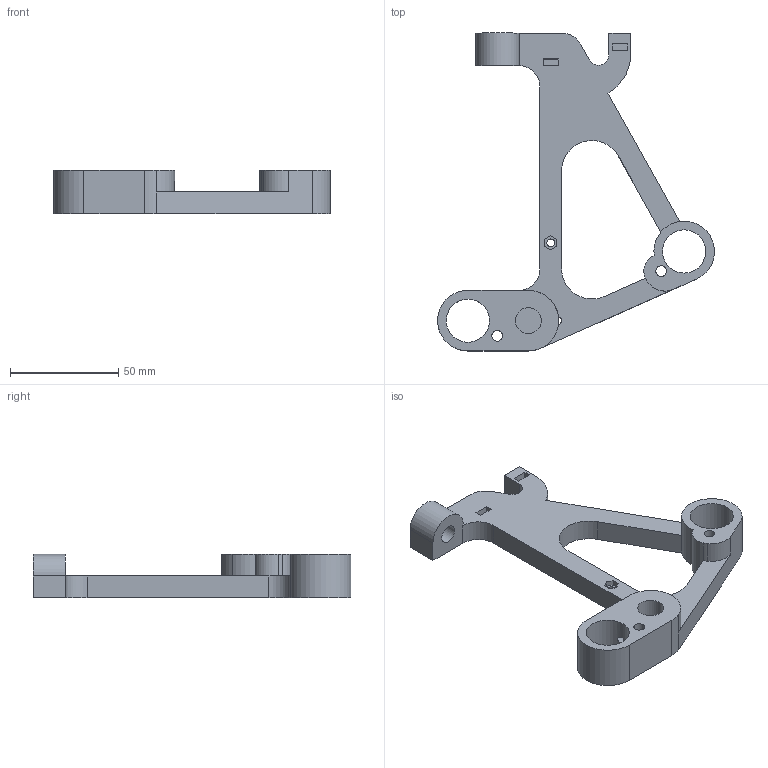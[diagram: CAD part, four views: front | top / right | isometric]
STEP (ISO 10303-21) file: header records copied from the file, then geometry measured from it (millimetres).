
FILE_DESCRIPTION(('FreeCAD Model'),'2;1');
FILE_NAME('x_carriage_left.step','2015-03-09T19:12:56',('Author'),(''), 'Open CASCADE STEP processor 6.7','FreeCAD','Unknown');
FILE_SCHEMA(('AUTOMOTIVE_DESIGN_CC2 { 1 2 10303 214 -1 1 5 4 }'));
Length unit declared in the file: millimetre
Products named in the file (1): x_carriage_left001
Bounding box: 127.99 x 147 x 20 mm (x, y, z)
Volume: 67029.2 mm3; surface area: 27574.1 mm2
Topology: 1 solids, 1 shells, 78 faces, 214 edges, 143 vertices
Faces by surface type: plane 45, cylinder 33
Full cylindrical faces by diameter (mm): 3.6 x2, 4 x4, 5 x2, 8.4 x2, 9 x1, 12 x1, 20 x3
Entity records: 5524 total; most frequent: CARTESIAN_POINT 1237, DIRECTION 795, LINE 445, VECTOR 445, ORIENTED_EDGE 428, PCURVE 428, DEFINITIONAL_REPRESENTATION 428, EDGE_CURVE 214
